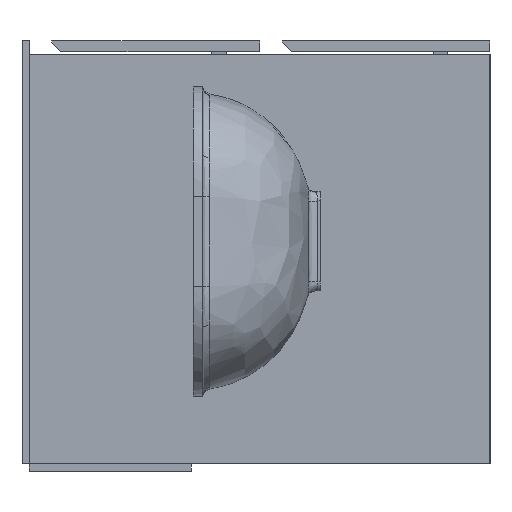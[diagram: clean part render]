
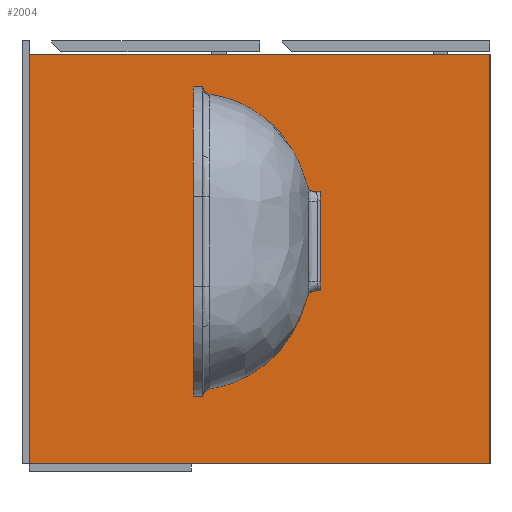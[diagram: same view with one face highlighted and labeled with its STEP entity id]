
A CAD part, left-side view. The second image highlights one B-rep face of the part: STEP entity #2004.
In plain terms, the highlighted planar face has unit normal (-1, 0, 0).
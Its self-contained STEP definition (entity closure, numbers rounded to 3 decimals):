
#552 = DIRECTION ( 'NONE',  ( 0., 0., 1. ) ) ;
#846 = DIRECTION ( 'NONE',  ( 0., -1., 0. ) ) ;
#1657 = FACE_OUTER_BOUND ( 'NONE', #24673, .T. ) ;
#1927 = ORIENTED_EDGE ( 'NONE', *, *, #23671, .T. ) ;
#2004 = ADVANCED_FACE ( 'NONE', ( #1657 ), #11579, .F. ) ;
#2860 = CARTESIAN_POINT ( 'NONE',  ( 2., 512., -470. ) ) ;
#2953 = LINE ( 'NONE', #12877, #14521 ) ;
#5429 = VERTEX_POINT ( 'NONE', #9262 ) ;
#7225 = VECTOR ( 'NONE', #552, 1000. ) ;
#7996 = LINE ( 'NONE', #17928, #14611 ) ;
#8632 = EDGE_CURVE ( 'NONE', #21029, #10440, #7996, .T. ) ;
#9138 = DIRECTION ( 'NONE',  ( 0., 0., -1. ) ) ;
#9262 = CARTESIAN_POINT ( 'NONE',  ( 2., 0., -470. ) ) ;
#10440 = VERTEX_POINT ( 'NONE', #30709 ) ;
#11425 = ORIENTED_EDGE ( 'NONE', *, *, #24587, .F. ) ;
#11579 = PLANE ( 'NONE',  #32256 ) ;
#11960 = CARTESIAN_POINT ( 'NONE',  ( 2., 512., -15. ) ) ;
#12877 = CARTESIAN_POINT ( 'NONE',  ( 2., 512., -470. ) ) ;
#12914 = LINE ( 'NONE', #22859, #7225 ) ;
#12990 = ORIENTED_EDGE ( 'NONE', *, *, #13697, .T. ) ;
#13217 = LINE ( 'NONE', #23158, #16259 ) ;
#13697 = EDGE_CURVE ( 'NONE', #16548, #5429, #13217, .T. ) ;
#14521 = VECTOR ( 'NONE', #22820, 1000. ) ;
#14611 = VECTOR ( 'NONE', #27874, 1000. ) ;
#16259 = VECTOR ( 'NONE', #846, 1000. ) ;
#16548 = VERTEX_POINT ( 'NONE', #2860 ) ;
#17928 = CARTESIAN_POINT ( 'NONE',  ( 2., 967.397, -15. ) ) ;
#21029 = VERTEX_POINT ( 'NONE', #11960 ) ;
#21525 = CARTESIAN_POINT ( 'NONE',  ( 2., 967.397, -470. ) ) ;
#22820 = DIRECTION ( 'NONE',  ( 0., 0., 1. ) ) ;
#22859 = CARTESIAN_POINT ( 'NONE',  ( 2., 0., -470. ) ) ;
#23158 = CARTESIAN_POINT ( 'NONE',  ( 2., 967.397, -470. ) ) ;
#23671 = EDGE_CURVE ( 'NONE', #5429, #10440, #12914, .T. ) ;
#24587 = EDGE_CURVE ( 'NONE', #16548, #21029, #2953, .T. ) ;
#24673 = EDGE_LOOP ( 'NONE', ( #11425, #12990, #1927, #25205 ) ) ;
#25205 = ORIENTED_EDGE ( 'NONE', *, *, #8632, .F. ) ;
#27874 = DIRECTION ( 'NONE',  ( 0., -1., 0. ) ) ;
#30709 = CARTESIAN_POINT ( 'NONE',  ( 2., 0., -15. ) ) ;
#31484 = DIRECTION ( 'NONE',  ( 1., 0., 0. ) ) ;
#32256 = AXIS2_PLACEMENT_3D ( 'NONE', #21525, #31484, #9138 ) ;
